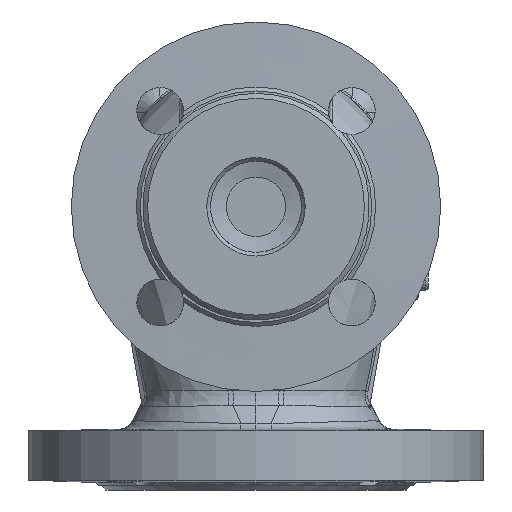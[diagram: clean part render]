
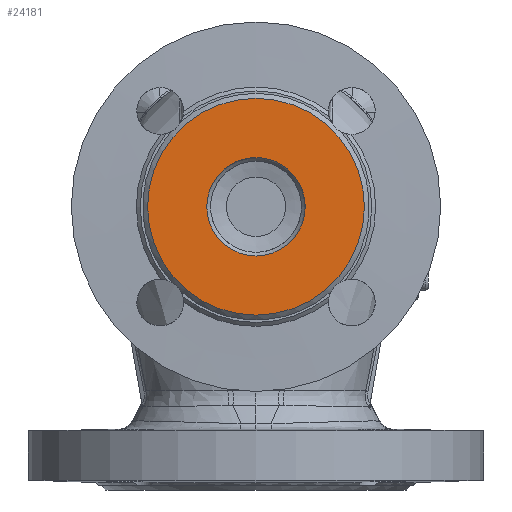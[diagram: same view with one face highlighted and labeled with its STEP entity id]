
A CAD part, front view. The second image highlights one B-rep face of the part: STEP entity #24181.
In plain terms, the highlighted planar face has unit normal (0, -1, 0).
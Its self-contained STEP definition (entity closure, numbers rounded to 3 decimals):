
#163=FACE_BOUND('',#3729,.T.);
#434=PLANE('',#25693);
#1508=CIRCLE('',#25692,20.);
#1509=CIRCLE('',#25694,44.);
#2336=FACE_OUTER_BOUND('',#3728,.T.);
#3728=EDGE_LOOP('',(#17806));
#3729=EDGE_LOOP('',(#17807));
#10801=VERTEX_POINT('',#57260);
#10802=VERTEX_POINT('',#57264);
#13444=EDGE_CURVE('',#10801,#10801,#1508,.T.);
#13445=EDGE_CURVE('',#10802,#10802,#1509,.T.);
#17806=ORIENTED_EDGE('',*,*,#13445,.F.);
#17807=ORIENTED_EDGE('',*,*,#13444,.T.);
#24181=ADVANCED_FACE('',(#2336,#163),#434,.T.);
#25692=AXIS2_PLACEMENT_3D('',#57262,#27900,#27901);
#25693=AXIS2_PLACEMENT_3D('',#57263,#27902,#27903);
#25694=AXIS2_PLACEMENT_3D('',#57265,#27904,#27905);
#27900=DIRECTION('center_axis',(0.,1.,0.));
#27901=DIRECTION('ref_axis',(0.,0.,-1.));
#27902=DIRECTION('center_axis',(0.,-1.,0.));
#27903=DIRECTION('ref_axis',(0.,0.,1.));
#27904=DIRECTION('center_axis',(0.,1.,0.));
#27905=DIRECTION('ref_axis',(0.,0.,-1.));
#57260=CARTESIAN_POINT('',(0.,-140.,-20.));
#57262=CARTESIAN_POINT('Origin',(0.,-140.,0.));
#57263=CARTESIAN_POINT('Origin',(0.,-140.,0.));
#57264=CARTESIAN_POINT('',(0.,-140.,44.));
#57265=CARTESIAN_POINT('Origin',(0.,-140.,0.));
